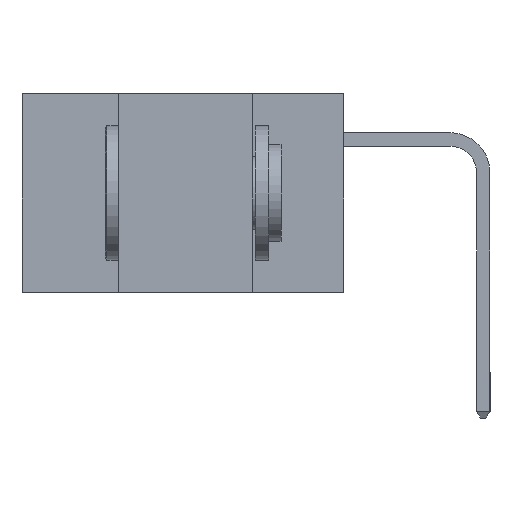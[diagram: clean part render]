
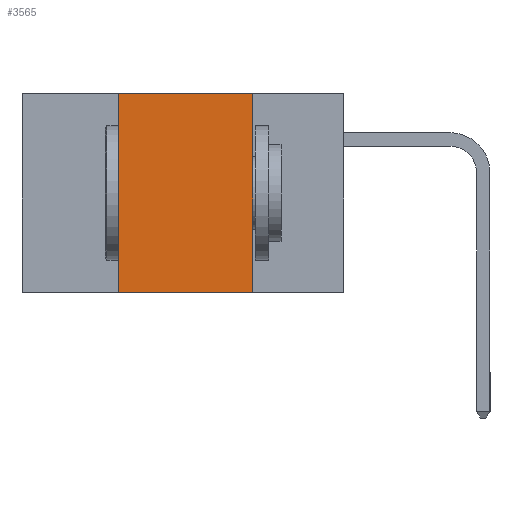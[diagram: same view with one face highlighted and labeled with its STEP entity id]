
A CAD part, left-side view. The second image highlights one B-rep face of the part: STEP entity #3565.
In plain terms, the highlighted planar face has unit normal (-1, 0, 0).
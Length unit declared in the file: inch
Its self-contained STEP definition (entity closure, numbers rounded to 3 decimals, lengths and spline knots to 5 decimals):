
#89 = CARTESIAN_POINT ( 'NONE',  ( 0., 0.6, 0. ) ) ;
#288 = CARTESIAN_POINT ( 'NONE',  ( 0., 0.6, -0.37 ) ) ;
#554 = CARTESIAN_POINT ( 'NONE',  ( 0., 0.17, 0. ) ) ;
#996 = CARTESIAN_POINT ( 'NONE',  ( 0., 0.6, 0. ) ) ;
#1004 = ORIENTED_EDGE ( 'NONE', *, *, #7292, .F. ) ;
#1278 = AXIS2_PLACEMENT_3D ( 'NONE', #89, #6560, #8230 ) ;
#1898 = LINE ( 'NONE', #7007, #6744 ) ;
#2861 = EDGE_CURVE ( 'NONE', #7321, #4657, #1898, .T. ) ;
#3211 = VERTEX_POINT ( 'NONE', #6715 ) ;
#3246 = DIRECTION ( 'NONE',  ( 0., -1., 0. ) ) ;
#3289 = DIRECTION ( 'NONE',  ( 0., -1., 0. ) ) ;
#3302 = VECTOR ( 'NONE', #3289, 39.37008 ) ;
#3331 = LINE ( 'NONE', #288, #3302 ) ;
#3490 = EDGE_LOOP ( 'NONE', ( #4712, #9152, #1004, #5655 ) ) ;
#3565 = ADVANCED_FACE ( 'NONE', ( #7454 ), #4501, .F. ) ;
#3588 = LINE ( 'NONE', #5158, #7806 ) ;
#4386 = CARTESIAN_POINT ( 'NONE',  ( 0., 0.42, -0.37 ) ) ;
#4501 = PLANE ( 'NONE',  #1278 ) ;
#4652 = VECTOR ( 'NONE', #3246, 39.37008 ) ;
#4657 = VERTEX_POINT ( 'NONE', #6075 ) ;
#4712 = ORIENTED_EDGE ( 'NONE', *, *, #2861, .F. ) ;
#4713 = LINE ( 'NONE', #996, #4652 ) ;
#5158 = CARTESIAN_POINT ( 'NONE',  ( 0., 0.42, -0.37 ) ) ;
#5180 = EDGE_CURVE ( 'NONE', #8246, #4657, #3331, .T. ) ;
#5484 = DIRECTION ( 'NONE',  ( 0., 0., -1. ) ) ;
#5655 = ORIENTED_EDGE ( 'NONE', *, *, #5180, .T. ) ;
#6075 = CARTESIAN_POINT ( 'NONE',  ( 0., 0.17, -0.37 ) ) ;
#6160 = EDGE_CURVE ( 'NONE', #3211, #7321, #4713, .T. ) ;
#6560 = DIRECTION ( 'NONE',  ( 1., 0., 0. ) ) ;
#6715 = CARTESIAN_POINT ( 'NONE',  ( 0., 0.42, 0. ) ) ;
#6744 = VECTOR ( 'NONE', #5484, 39.37008 ) ;
#7007 = CARTESIAN_POINT ( 'NONE',  ( 0., 0.17, -0.37 ) ) ;
#7292 = EDGE_CURVE ( 'NONE', #8246, #3211, #3588, .T. ) ;
#7321 = VERTEX_POINT ( 'NONE', #554 ) ;
#7454 = FACE_OUTER_BOUND ( 'NONE', #3490, .T. ) ;
#7806 = VECTOR ( 'NONE', #9623, 39.37008 ) ;
#8230 = DIRECTION ( 'NONE',  ( 0., 0., -1. ) ) ;
#8246 = VERTEX_POINT ( 'NONE', #4386 ) ;
#9152 = ORIENTED_EDGE ( 'NONE', *, *, #6160, .F. ) ;
#9623 = DIRECTION ( 'NONE',  ( 0., 0., 1. ) ) ;
